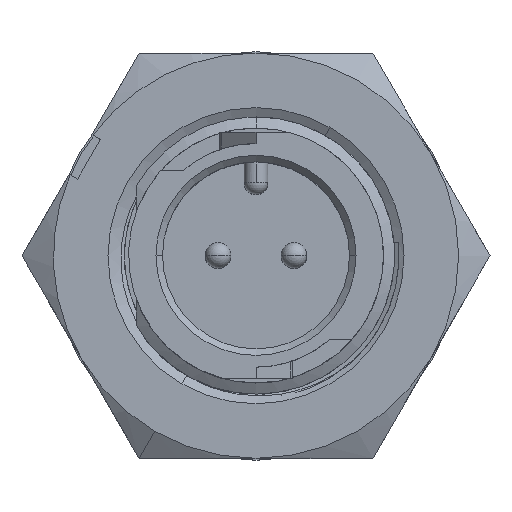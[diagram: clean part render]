
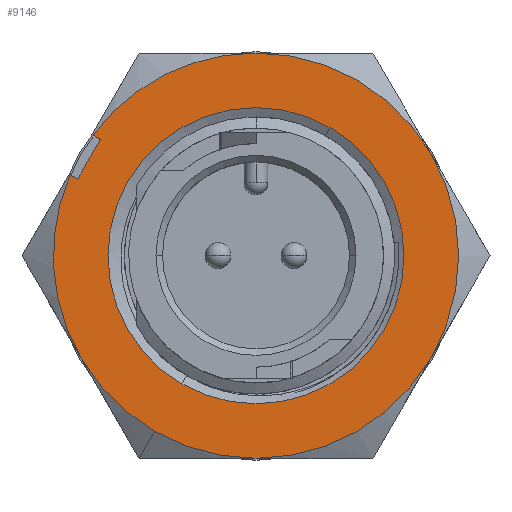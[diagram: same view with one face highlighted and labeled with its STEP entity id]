
A CAD part, top view. The second image highlights one B-rep face of the part: STEP entity #9146.
In plain terms, the highlighted planar face has unit normal (0, 0, 1).
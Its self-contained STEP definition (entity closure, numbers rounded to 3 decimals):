
#110 = VERTEX_POINT ( 'NONE', #1466 ) ;
#207 = DIRECTION ( 'NONE',  ( -0.5, -0.866, 0. ) ) ;
#281 = DIRECTION ( 'NONE',  ( 0., 0., -1. ) ) ;
#360 = CARTESIAN_POINT ( 'NONE',  ( 2.877, 4.982, 10.236 ) ) ;
#361 = FACE_OUTER_BOUND ( 'NONE', #4950, .T. ) ;
#427 = DIRECTION ( 'NONE',  ( -0.5, -0.866, 0. ) ) ;
#532 = EDGE_CURVE ( 'NONE', #4698, #7256, #11400, .T. ) ;
#591 = AXIS2_PLACEMENT_3D ( 'NONE', #6752, #1778, #7953 ) ;
#607 = DIRECTION ( 'NONE',  ( 0., 0., -1. ) ) ;
#731 = ORIENTED_EDGE ( 'NONE', *, *, #3167, .F. ) ;
#780 = AXIS2_PLACEMENT_3D ( 'NONE', #6602, #8559, #427 ) ;
#941 = ORIENTED_EDGE ( 'NONE', *, *, #6610, .F. ) ;
#1128 = VERTEX_POINT ( 'NONE', #1216 ) ;
#1177 = EDGE_CURVE ( 'NONE', #10335, #110, #1704, .T. ) ;
#1216 = CARTESIAN_POINT ( 'NONE',  ( -7.22, 3.142, 10.236 ) ) ;
#1236 = DIRECTION ( 'NONE',  ( 0., 0., -1. ) ) ;
#1296 = EDGE_CURVE ( 'NONE', #4774, #12619, #6415, .T. ) ;
#1323 = ORIENTED_EDGE ( 'NONE', *, *, #3491, .F. ) ;
#1338 = CARTESIAN_POINT ( 'NONE',  ( -6.819, -3.937, 10.236 ) ) ;
#1356 = DIRECTION ( 'NONE',  ( 0.866, -0.5, 0. ) ) ;
#1371 = CARTESIAN_POINT ( 'NONE',  ( 6.819, 3.937, 10.236 ) ) ;
#1446 = ORIENTED_EDGE ( 'NONE', *, *, #3564, .F. ) ;
#1466 = CARTESIAN_POINT ( 'NONE',  ( -2.877, -4.982, 10.236 ) ) ;
#1621 = LINE ( 'NONE', #12847, #2605 ) ;
#1704 = CIRCLE ( 'NONE', #8131, 5.753 ) ;
#1778 = DIRECTION ( 'NONE',  ( 0., 0., -1. ) ) ;
#1982 = CIRCLE ( 'NONE', #3273, 7.874 ) ;
#2224 = ORIENTED_EDGE ( 'NONE', *, *, #8762, .F. ) ;
#2511 = FACE_BOUND ( 'NONE', #11459, .T. ) ;
#2605 = VECTOR ( 'NONE', #9113, 1000. ) ;
#2871 = DIRECTION ( 'NONE',  ( -0.5, -0.866, 0. ) ) ;
#2875 = ORIENTED_EDGE ( 'NONE', *, *, #10802, .F. ) ;
#2985 = ORIENTED_EDGE ( 'NONE', *, *, #10178, .F. ) ;
#3032 = AXIS2_PLACEMENT_3D ( 'NONE', #4308, #5180, #12447 ) ;
#3167 = EDGE_CURVE ( 'NONE', #1128, #3189, #9557, .T. ) ;
#3189 = VERTEX_POINT ( 'NONE', #9763 ) ;
#3196 = DIRECTION ( 'NONE',  ( -0.866, 0.5, 0. ) ) ;
#3273 = AXIS2_PLACEMENT_3D ( 'NONE', #4299, #6176, #207 ) ;
#3422 = AXIS2_PLACEMENT_3D ( 'NONE', #11765, #607, #6650 ) ;
#3491 = EDGE_CURVE ( 'NONE', #3509, #9863, #5419, .T. ) ;
#3509 = VERTEX_POINT ( 'NONE', #7388 ) ;
#3519 = PLANE ( 'NONE',  #9808 ) ;
#3564 = EDGE_CURVE ( 'NONE', #5065, #11857, #1982, .T. ) ;
#3714 = DIRECTION ( 'NONE',  ( 0., -1., 0. ) ) ;
#3719 = CARTESIAN_POINT ( 'NONE',  ( 0., 0., 10.236 ) ) ;
#4191 = CARTESIAN_POINT ( 'NONE',  ( 0., 0., 10.236 ) ) ;
#4299 = CARTESIAN_POINT ( 'NONE',  ( 0., 0., 10.236 ) ) ;
#4308 = CARTESIAN_POINT ( 'NONE',  ( 0., 0., 10.236 ) ) ;
#4512 = CARTESIAN_POINT ( 'NONE',  ( -8.185, 3.699, 10.236 ) ) ;
#4524 = DIRECTION ( 'NONE',  ( 0., 0., -1. ) ) ;
#4698 = VERTEX_POINT ( 'NONE', #6109 ) ;
#4718 = CARTESIAN_POINT ( 'NONE',  ( -6.331, 4.682, 10.236 ) ) ;
#4774 = VERTEX_POINT ( 'NONE', #7187 ) ;
#4839 = AXIS2_PLACEMENT_3D ( 'NONE', #7710, #12086, #2871 ) ;
#4950 = EDGE_LOOP ( 'NONE', ( #2875, #10946, #2985, #731, #941, #5353, #12670, #1446, #2224, #1323 ) ) ;
#5065 = VERTEX_POINT ( 'NONE', #7371 ) ;
#5180 = DIRECTION ( 'NONE',  ( 0., 0., -1. ) ) ;
#5186 = ORIENTED_EDGE ( 'NONE', *, *, #11961, .T. ) ;
#5353 = ORIENTED_EDGE ( 'NONE', *, *, #1296, .F. ) ;
#5419 = CIRCLE ( 'NONE', #10141, 7.874 ) ;
#6109 = CARTESIAN_POINT ( 'NONE',  ( -6.045, 4.516, 10.236 ) ) ;
#6176 = DIRECTION ( 'NONE',  ( 0., 0., -1. ) ) ;
#6415 = CIRCLE ( 'NONE', #3422, 7.874 ) ;
#6602 = CARTESIAN_POINT ( 'NONE',  ( 0., 0., 10.236 ) ) ;
#6610 = EDGE_CURVE ( 'NONE', #12619, #1128, #11098, .T. ) ;
#6637 = CARTESIAN_POINT ( 'NONE',  ( 0., -7.874, 10.236 ) ) ;
#6650 = DIRECTION ( 'NONE',  ( -0.5, -0.866, 0. ) ) ;
#6752 = CARTESIAN_POINT ( 'NONE',  ( 0., 0., 10.236 ) ) ;
#7187 = CARTESIAN_POINT ( 'NONE',  ( -3.937, -6.819, 10.236 ) ) ;
#7209 = CIRCLE ( 'NONE', #12809, 7.874 ) ;
#7256 = VERTEX_POINT ( 'NONE', #4718 ) ;
#7371 = CARTESIAN_POINT ( 'NONE',  ( 6.819, -3.937, 10.236 ) ) ;
#7388 = CARTESIAN_POINT ( 'NONE',  ( 0., 7.874, 10.236 ) ) ;
#7710 = CARTESIAN_POINT ( 'NONE',  ( 0., 0., 10.236 ) ) ;
#7810 = CARTESIAN_POINT ( 'NONE',  ( 13.638, -7.874, 10.236 ) ) ;
#7816 = DIRECTION ( 'NONE',  ( 0., 0., -1. ) ) ;
#7953 = DIRECTION ( 'NONE',  ( -0.5, -0.866, 0. ) ) ;
#7956 = EDGE_CURVE ( 'NONE', #11857, #4774, #12589, .T. ) ;
#8131 = AXIS2_PLACEMENT_3D ( 'NONE', #11570, #281, #8470 ) ;
#8470 = DIRECTION ( 'NONE',  ( -0.5, -0.866, 0. ) ) ;
#8559 = DIRECTION ( 'NONE',  ( 0., 0., -1. ) ) ;
#8762 = EDGE_CURVE ( 'NONE', #9863, #5065, #7209, .T. ) ;
#9113 = DIRECTION ( 'NONE',  ( 0.5, 0.866, 0. ) ) ;
#9146 = ADVANCED_FACE ( 'NONE', ( #2511, #361 ), #3519, .F. ) ;
#9557 = LINE ( 'NONE', #4512, #12018 ) ;
#9763 = CARTESIAN_POINT ( 'NONE',  ( -6.934, 2.977, 10.236 ) ) ;
#9808 = AXIS2_PLACEMENT_3D ( 'NONE', #7810, #4524, #3714 ) ;
#9863 = VERTEX_POINT ( 'NONE', #1371 ) ;
#10141 = AXIS2_PLACEMENT_3D ( 'NONE', #3719, #7816, #11922 ) ;
#10178 = EDGE_CURVE ( 'NONE', #3189, #4698, #1621, .T. ) ;
#10335 = VERTEX_POINT ( 'NONE', #360 ) ;
#10385 = CARTESIAN_POINT ( 'NONE',  ( -7.296, 5.239, 10.236 ) ) ;
#10802 = EDGE_CURVE ( 'NONE', #7256, #3509, #12264, .T. ) ;
#10946 = ORIENTED_EDGE ( 'NONE', *, *, #532, .F. ) ;
#11069 = CIRCLE ( 'NONE', #4839, 5.753 ) ;
#11098 = CIRCLE ( 'NONE', #591, 7.874 ) ;
#11158 = ORIENTED_EDGE ( 'NONE', *, *, #1177, .T. ) ;
#11400 = LINE ( 'NONE', #10385, #11759 ) ;
#11459 = EDGE_LOOP ( 'NONE', ( #11158, #5186 ) ) ;
#11518 = DIRECTION ( 'NONE',  ( -0.5, -0.866, 0. ) ) ;
#11570 = CARTESIAN_POINT ( 'NONE',  ( 0., 0., 10.236 ) ) ;
#11759 = VECTOR ( 'NONE', #3196, 1000. ) ;
#11765 = CARTESIAN_POINT ( 'NONE',  ( 0., 0., 10.236 ) ) ;
#11857 = VERTEX_POINT ( 'NONE', #6637 ) ;
#11922 = DIRECTION ( 'NONE',  ( -0.5, -0.866, 0. ) ) ;
#11961 = EDGE_CURVE ( 'NONE', #110, #10335, #11069, .T. ) ;
#12018 = VECTOR ( 'NONE', #1356, 1000. ) ;
#12086 = DIRECTION ( 'NONE',  ( 0., 0., -1. ) ) ;
#12264 = CIRCLE ( 'NONE', #3032, 7.874 ) ;
#12447 = DIRECTION ( 'NONE',  ( -0.5, -0.866, 0. ) ) ;
#12589 = CIRCLE ( 'NONE', #780, 7.874 ) ;
#12619 = VERTEX_POINT ( 'NONE', #1338 ) ;
#12670 = ORIENTED_EDGE ( 'NONE', *, *, #7956, .F. ) ;
#12809 = AXIS2_PLACEMENT_3D ( 'NONE', #4191, #1236, #11518 ) ;
#12847 = CARTESIAN_POINT ( 'NONE',  ( -6.934, 2.977, 10.236 ) ) ;
